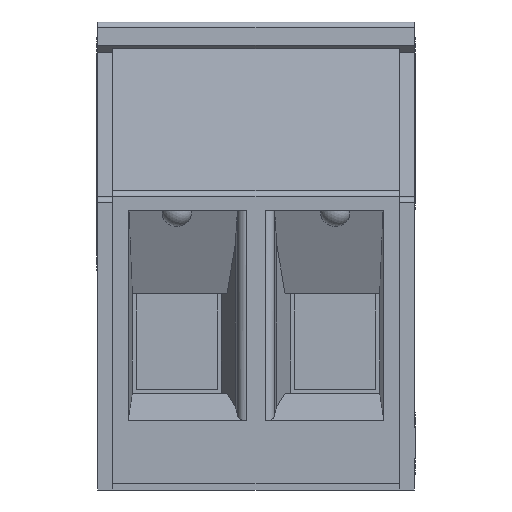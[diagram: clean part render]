
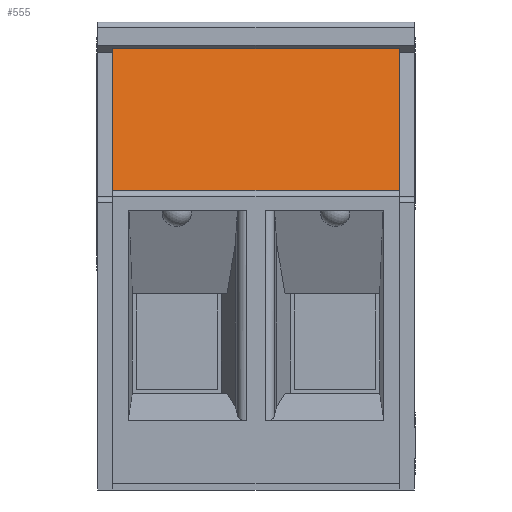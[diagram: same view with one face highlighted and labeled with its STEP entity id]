
A CAD part, front view. The second image highlights one B-rep face of the part: STEP entity #555.
In plain terms, the highlighted planar face has unit normal (0, -0.985, 0.174).
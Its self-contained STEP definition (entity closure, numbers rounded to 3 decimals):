
#555=ADVANCED_FACE('',(#1853),#1854,.T.);
#1853=FACE_OUTER_BOUND('',#3530,.T.);
#1854=PLANE('',#3531);
#3530=EDGE_LOOP('',(#8219,#8220,#8221,#8222));
#3531=AXIS2_PLACEMENT_3D('',#8223,#8224,#8225);
#8219=ORIENTED_EDGE('',*,*,#12973,.F.);
#8220=ORIENTED_EDGE('',*,*,#11809,.F.);
#8221=ORIENTED_EDGE('',*,*,#12927,.T.);
#8222=ORIENTED_EDGE('',*,*,#12974,.T.);
#8223=CARTESIAN_POINT('',(0.439,0.892,14.264));
#8224=DIRECTION('',(0.0,-0.985,0.174));
#8225=DIRECTION('',(-1.0,0.0,0.0));
#11809=EDGE_CURVE('',#14517,#14519,#14520,.T.);
#12927=EDGE_CURVE('',#14517,#16421,#16422,.T.);
#12973=EDGE_CURVE('',#14519,#16492,#16493,.T.);
#12974=EDGE_CURVE('',#16421,#16492,#16494,.T.);
#14517=VERTEX_POINT('',#18727);
#14519=VERTEX_POINT('',#18730);
#14520=LINE('',#18731,#18732);
#16421=VERTEX_POINT('',#21669);
#16422=LINE('',#21670,#21671);
#16492=VERTEX_POINT('',#21783);
#16493=LINE('',#21784,#21785);
#16494=LINE('',#21786,#21787);
#18727=CARTESIAN_POINT('',(9.67,0.872,14.15));
#18730=CARTESIAN_POINT('',(9.67,0.07,9.6));
#18731=CARTESIAN_POINT('',(9.67,0.872,14.15));
#18732=VECTOR('',#24207,1.0);
#21669=CARTESIAN_POINT('',(0.49,0.872,14.15));
#21670=CARTESIAN_POINT('',(2.54,0.872,14.15));
#21671=VECTOR('',#25493,1.0);
#21783=CARTESIAN_POINT('',(0.49,0.07,9.6));
#21784=CARTESIAN_POINT('',(2.54,0.07,9.6));
#21785=VECTOR('',#25545,1.0);
#21786=CARTESIAN_POINT('',(0.49,0.872,14.15));
#21787=VECTOR('',#25546,1.0);
#24207=DIRECTION('',(0.0,-0.174,-0.985));
#25493=DIRECTION('',(-1.0,0.0,0.0));
#25545=DIRECTION('',(-1.0,0.0,0.0));
#25546=DIRECTION('',(0.0,-0.174,-0.985));
